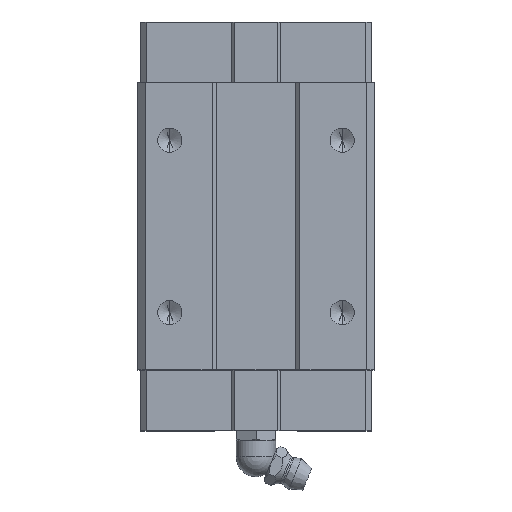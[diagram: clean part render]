
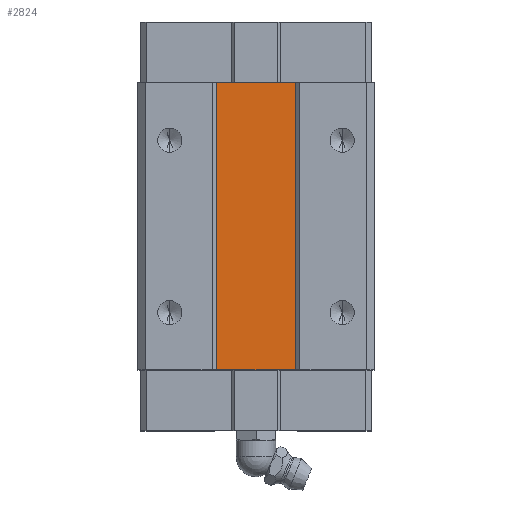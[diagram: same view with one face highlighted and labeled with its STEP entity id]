
A CAD part, top view. The second image highlights one B-rep face of the part: STEP entity #2824.
In plain terms, the highlighted planar face has unit normal (0, 0, 1).
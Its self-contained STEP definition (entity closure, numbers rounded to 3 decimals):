
#29 = PLANE ( 'NONE',  #1034 ) ;
#30 = EDGE_CURVE ( 'NONE', #4954, #3169, #3729, .T. ) ;
#537 = CARTESIAN_POINT ( 'NONE',  ( 8., 29.15, 39.1 ) ) ;
#546 = ORIENTED_EDGE ( 'NONE', *, *, #1675, .T. ) ;
#560 = CARTESIAN_POINT ( 'NONE',  ( -8., 29.15, 39.1 ) ) ;
#622 = DIRECTION ( 'NONE',  ( 0., 1., 0. ) ) ;
#663 = LINE ( 'NONE', #2252, #3661 ) ;
#908 = DIRECTION ( 'NONE',  ( 0., 0., -1. ) ) ;
#1034 = AXIS2_PLACEMENT_3D ( 'NONE', #4845, #908, #1619 ) ;
#1494 = ORIENTED_EDGE ( 'NONE', *, *, #1973, .F. ) ;
#1619 = DIRECTION ( 'NONE',  ( 0., -1., 0. ) ) ;
#1675 = EDGE_CURVE ( 'NONE', #3893, #2287, #3152, .T. ) ;
#1931 = ORIENTED_EDGE ( 'NONE', *, *, #30, .F. ) ;
#1973 = EDGE_CURVE ( 'NONE', #3169, #2287, #3012, .T. ) ;
#2252 = CARTESIAN_POINT ( 'NONE',  ( 8., -29.15, 39.1 ) ) ;
#2287 = VERTEX_POINT ( 'NONE', #560 ) ;
#2824 = ADVANCED_FACE ( 'NONE', ( #4406 ), #29, .F. ) ;
#3012 = LINE ( 'NONE', #4223, #3205 ) ;
#3152 = LINE ( 'NONE', #4735, #4028 ) ;
#3169 = VERTEX_POINT ( 'NONE', #4650 ) ;
#3205 = VECTOR ( 'NONE', #622, 1000. ) ;
#3394 = DIRECTION ( 'NONE',  ( -1., 0., 0. ) ) ;
#3661 = VECTOR ( 'NONE', #3823, 1000. ) ;
#3729 = LINE ( 'NONE', #4145, #4610 ) ;
#3823 = DIRECTION ( 'NONE',  ( 0., 1., 0. ) ) ;
#3893 = VERTEX_POINT ( 'NONE', #537 ) ;
#4028 = VECTOR ( 'NONE', #4340, 1000. ) ;
#4145 = CARTESIAN_POINT ( 'NONE',  ( -8., -29.15, 39.1 ) ) ;
#4223 = CARTESIAN_POINT ( 'NONE',  ( -8., -29.15, 39.1 ) ) ;
#4224 = ORIENTED_EDGE ( 'NONE', *, *, #4784, .T. ) ;
#4340 = DIRECTION ( 'NONE',  ( -1., 0., 0. ) ) ;
#4406 = FACE_OUTER_BOUND ( 'NONE', #4457, .T. ) ;
#4408 = CARTESIAN_POINT ( 'NONE',  ( 8., -29.15, 39.1 ) ) ;
#4457 = EDGE_LOOP ( 'NONE', ( #546, #1494, #1931, #4224 ) ) ;
#4610 = VECTOR ( 'NONE', #3394, 1000. ) ;
#4650 = CARTESIAN_POINT ( 'NONE',  ( -8., -29.15, 39.1 ) ) ;
#4735 = CARTESIAN_POINT ( 'NONE',  ( -8., 29.15, 39.1 ) ) ;
#4784 = EDGE_CURVE ( 'NONE', #4954, #3893, #663, .T. ) ;
#4845 = CARTESIAN_POINT ( 'NONE',  ( -8., -29.15, 39.1 ) ) ;
#4954 = VERTEX_POINT ( 'NONE', #4408 ) ;
